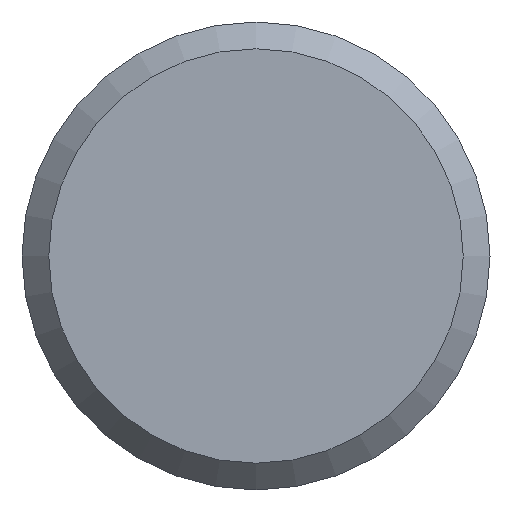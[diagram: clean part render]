
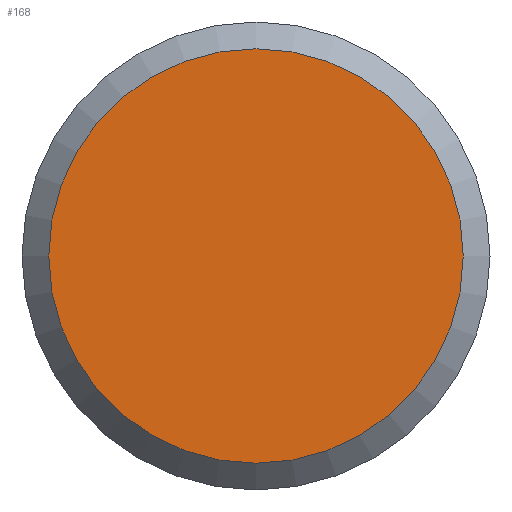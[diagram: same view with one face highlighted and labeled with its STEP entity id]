
A CAD part, left-side view. The second image highlights one B-rep face of the part: STEP entity #168.
In plain terms, the highlighted planar face has unit normal (-1, 0, 0).
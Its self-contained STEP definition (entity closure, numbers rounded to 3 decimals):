
#168=ADVANCED_FACE('',(#241),#242,.F.);
#241=FACE_OUTER_BOUND('',#283,.T.);
#242=PLANE('',#284);
#283=EDGE_LOOP('',(#333));
#284=AXIS2_PLACEMENT_3D('',#334,#335,#336);
#333=ORIENTED_EDGE('',*,*,#358,.T.);
#334=CARTESIAN_POINT('',(0.0,8.75,0.0));
#335=DIRECTION('',(1.0,0.0,0.0));
#336=DIRECTION('',(0.0,0.0,-1.0));
#358=EDGE_CURVE('',#383,#383,#384,.F.);
#383=VERTEX_POINT('',#409);
#384=CIRCLE('',#410,15.5);
#409=CARTESIAN_POINT('',(0.0,0.,-15.5));
#410=AXIS2_PLACEMENT_3D('',#435,#436,#437);
#435=CARTESIAN_POINT('',(0.0,0.0,0.0));
#436=DIRECTION('',(1.0,0.0,0.0));
#437=DIRECTION('',(0.0,0.0,-1.0));
